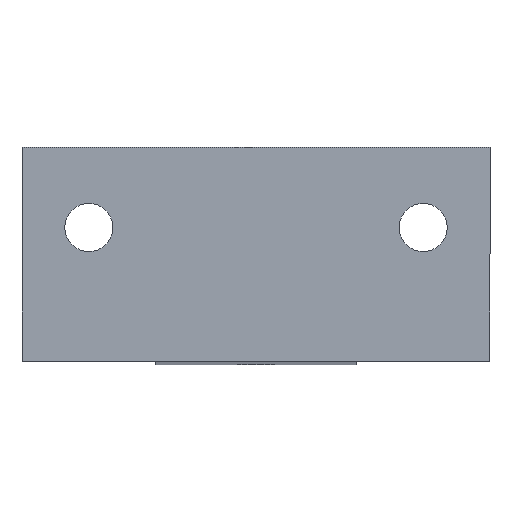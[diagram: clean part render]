
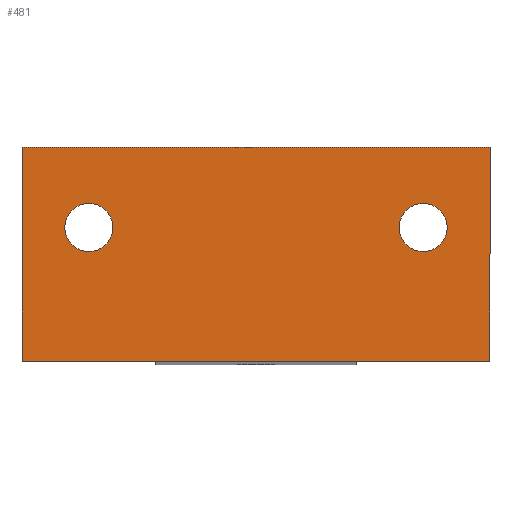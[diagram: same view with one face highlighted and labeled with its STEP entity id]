
A CAD part, top view. The second image highlights one B-rep face of the part: STEP entity #481.
In plain terms, the highlighted planar face has unit normal (0, 0, 1).
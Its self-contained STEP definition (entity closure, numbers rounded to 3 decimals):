
#7 = CIRCLE ( 'NONE', #1056, 1.8 ) ;
#9 = EDGE_CURVE ( 'NONE', #1112, #398, #1209, .T. ) ;
#30 = AXIS2_PLACEMENT_3D ( 'NONE', #518, #1178, #1190 ) ;
#40 = CARTESIAN_POINT ( 'NONE',  ( -17.5, 0., 0. ) ) ;
#42 = EDGE_LOOP ( 'NONE', ( #97, #331 ) ) ;
#48 = VECTOR ( 'NONE', #1078, 1000. ) ;
#55 = ORIENTED_EDGE ( 'NONE', *, *, #204, .F. ) ;
#57 = DIRECTION ( 'NONE',  ( -1., 0., 0. ) ) ;
#59 = VERTEX_POINT ( 'NONE', #593 ) ;
#79 = DIRECTION ( 'NONE',  ( 0., 0., -1. ) ) ;
#97 = ORIENTED_EDGE ( 'NONE', *, *, #404, .T. ) ;
#107 = VERTEX_POINT ( 'NONE', #291 ) ;
#130 = ORIENTED_EDGE ( 'NONE', *, *, #907, .F. ) ;
#133 = CARTESIAN_POINT ( 'NONE',  ( -17.5, 16., 0. ) ) ;
#141 = AXIS2_PLACEMENT_3D ( 'NONE', #496, #1164, #311 ) ;
#148 = CARTESIAN_POINT ( 'NONE',  ( 17.5, 16., 0. ) ) ;
#151 = CIRCLE ( 'NONE', #492, 1.8 ) ;
#167 = FACE_BOUND ( 'NONE', #42, .T. ) ;
#204 = EDGE_CURVE ( 'NONE', #59, #398, #242, .T. ) ;
#217 = CARTESIAN_POINT ( 'NONE',  ( 12.5, 10., 0. ) ) ;
#225 = EDGE_CURVE ( 'NONE', #59, #107, #509, .T. ) ;
#228 = DIRECTION ( 'NONE',  ( 0., 0., -1. ) ) ;
#242 = LINE ( 'NONE', #958, #1247 ) ;
#269 = PLANE ( 'NONE',  #1171 ) ;
#291 = CARTESIAN_POINT ( 'NONE',  ( 17.5, 16., 0. ) ) ;
#311 = DIRECTION ( 'NONE',  ( -1., 0., 0. ) ) ;
#315 = CARTESIAN_POINT ( 'NONE',  ( -10.7, 10., 0. ) ) ;
#331 = ORIENTED_EDGE ( 'NONE', *, *, #1029, .T. ) ;
#349 = ORIENTED_EDGE ( 'NONE', *, *, #9, .T. ) ;
#384 = VECTOR ( 'NONE', #750, 1000. ) ;
#388 = CARTESIAN_POINT ( 'NONE',  ( -17.5, 16., 0. ) ) ;
#398 = VERTEX_POINT ( 'NONE', #40 ) ;
#404 = EDGE_CURVE ( 'NONE', #980, #997, #151, .T. ) ;
#457 = CARTESIAN_POINT ( 'NONE',  ( 7.5, 0., 0. ) ) ;
#466 = DIRECTION ( 'NONE',  ( -1., 0., 0. ) ) ;
#481 = ADVANCED_FACE ( 'NONE', ( #167, #684, #667 ), #269, .F. ) ;
#492 = AXIS2_PLACEMENT_3D ( 'NONE', #1109, #539, #963 ) ;
#496 = CARTESIAN_POINT ( 'NONE',  ( -12.5, 10., 0. ) ) ;
#509 = LINE ( 'NONE', #148, #384 ) ;
#518 = CARTESIAN_POINT ( 'NONE',  ( -12.5, 10., 0. ) ) ;
#539 = DIRECTION ( 'NONE',  ( 0., 0., -1. ) ) ;
#593 = CARTESIAN_POINT ( 'NONE',  ( 17.5, 0., 0. ) ) ;
#667 = FACE_OUTER_BOUND ( 'NONE', #791, .T. ) ;
#684 = FACE_BOUND ( 'NONE', #778, .T. ) ;
#722 = DIRECTION ( 'NONE',  ( 1., 0., 0. ) ) ;
#724 = CARTESIAN_POINT ( 'NONE',  ( 14.3, 10., 0. ) ) ;
#750 = DIRECTION ( 'NONE',  ( 0., 1., 0. ) ) ;
#778 = EDGE_LOOP ( 'NONE', ( #1088, #1254 ) ) ;
#791 = EDGE_LOOP ( 'NONE', ( #55, #915, #130, #349 ) ) ;
#796 = EDGE_CURVE ( 'NONE', #884, #883, #1086, .T. ) ;
#813 = CARTESIAN_POINT ( 'NONE',  ( 10.7, 10., 0. ) ) ;
#828 = CIRCLE ( 'NONE', #30, 1.8 ) ;
#883 = VERTEX_POINT ( 'NONE', #315 ) ;
#884 = VERTEX_POINT ( 'NONE', #1087 ) ;
#897 = LINE ( 'NONE', #1181, #1248 ) ;
#907 = EDGE_CURVE ( 'NONE', #1112, #107, #897, .T. ) ;
#915 = ORIENTED_EDGE ( 'NONE', *, *, #225, .T. ) ;
#956 = EDGE_CURVE ( 'NONE', #883, #884, #828, .T. ) ;
#958 = CARTESIAN_POINT ( 'NONE',  ( 7.5, 0., 0. ) ) ;
#963 = DIRECTION ( 'NONE',  ( -1., 0., 0. ) ) ;
#980 = VERTEX_POINT ( 'NONE', #813 ) ;
#997 = VERTEX_POINT ( 'NONE', #724 ) ;
#1029 = EDGE_CURVE ( 'NONE', #997, #980, #7, .T. ) ;
#1056 = AXIS2_PLACEMENT_3D ( 'NONE', #217, #228, #1193 ) ;
#1078 = DIRECTION ( 'NONE',  ( 0., -1., 0. ) ) ;
#1086 = CIRCLE ( 'NONE', #141, 1.8 ) ;
#1087 = CARTESIAN_POINT ( 'NONE',  ( -14.3, 10., 0. ) ) ;
#1088 = ORIENTED_EDGE ( 'NONE', *, *, #796, .T. ) ;
#1109 = CARTESIAN_POINT ( 'NONE',  ( 12.5, 10., 0. ) ) ;
#1112 = VERTEX_POINT ( 'NONE', #133 ) ;
#1164 = DIRECTION ( 'NONE',  ( 0., 0., -1. ) ) ;
#1171 = AXIS2_PLACEMENT_3D ( 'NONE', #457, #79, #466 ) ;
#1178 = DIRECTION ( 'NONE',  ( 0., 0., -1. ) ) ;
#1181 = CARTESIAN_POINT ( 'NONE',  ( -7.5, 16., 0. ) ) ;
#1190 = DIRECTION ( 'NONE',  ( -1., 0., 0. ) ) ;
#1193 = DIRECTION ( 'NONE',  ( -1., 0., 0. ) ) ;
#1209 = LINE ( 'NONE', #388, #48 ) ;
#1247 = VECTOR ( 'NONE', #57, 1000. ) ;
#1248 = VECTOR ( 'NONE', #722, 1000. ) ;
#1254 = ORIENTED_EDGE ( 'NONE', *, *, #956, .T. ) ;
